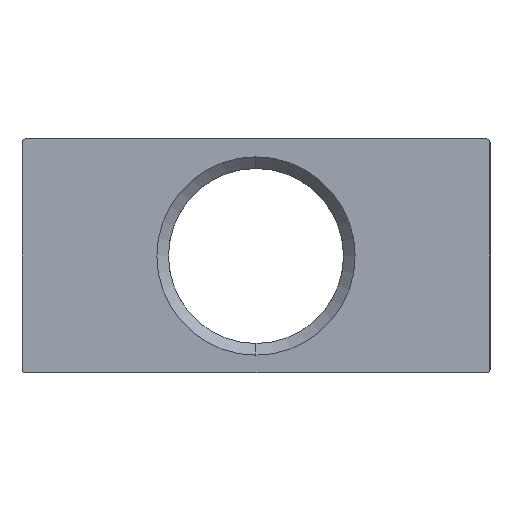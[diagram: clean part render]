
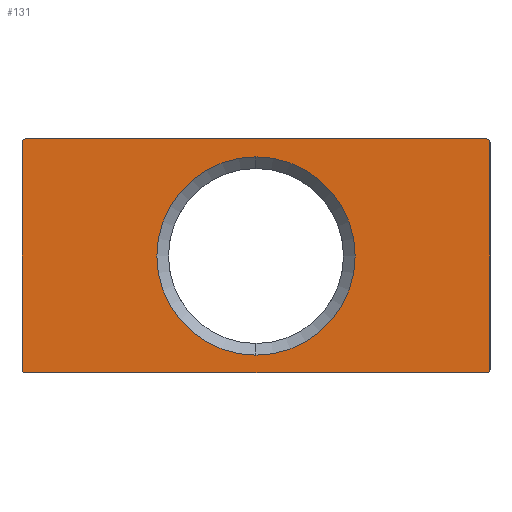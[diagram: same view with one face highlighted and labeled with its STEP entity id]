
A CAD part, left-side view. The second image highlights one B-rep face of the part: STEP entity #131.
In plain terms, the highlighted planar face has unit normal (-1, 0, 0).
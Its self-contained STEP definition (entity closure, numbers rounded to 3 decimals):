
#131=ADVANCED_FACE('',(#291,#292),#293,.T.);
#291=FACE_OUTER_BOUND('',#472,.T.);
#292=FACE_BOUND('',#473,.T.);
#293=PLANE('',#474);
#472=EDGE_LOOP('',(#819,#820,#821,#822,#823,#824,#825,#826));
#473=EDGE_LOOP('',(#827,#828));
#474=AXIS2_PLACEMENT_3D('',#829,#830,#831);
#819=ORIENTED_EDGE('',*,*,#1084,.T.);
#820=ORIENTED_EDGE('',*,*,#1171,.F.);
#821=ORIENTED_EDGE('',*,*,#1142,.T.);
#822=ORIENTED_EDGE('',*,*,#1230,.T.);
#823=ORIENTED_EDGE('',*,*,#1168,.T.);
#824=ORIENTED_EDGE('',*,*,#1153,.T.);
#825=ORIENTED_EDGE('',*,*,#1219,.T.);
#826=ORIENTED_EDGE('',*,*,#1114,.F.);
#827=ORIENTED_EDGE('',*,*,#1200,.T.);
#828=ORIENTED_EDGE('',*,*,#1231,.T.);
#829=CARTESIAN_POINT('',(0.0,40.0,-10.0));
#830=DIRECTION('',(-1.0,0.0,0.0));
#831=DIRECTION('',(0.0,0.0,1.0));
#1084=EDGE_CURVE('',#1298,#1299,#1300,.T.);
#1114=EDGE_CURVE('',#1298,#1350,#1351,.T.);
#1142=EDGE_CURVE('',#1397,#1395,#1398,.T.);
#1153=EDGE_CURVE('',#1412,#1414,#1416,.T.);
#1168=EDGE_CURVE('',#1441,#1412,#1442,.T.);
#1171=EDGE_CURVE('',#1397,#1299,#1445,.T.);
#1200=EDGE_CURVE('',#1489,#1494,#1496,.T.);
#1219=EDGE_CURVE('',#1414,#1350,#1521,.T.);
#1230=EDGE_CURVE('',#1395,#1441,#1536,.T.);
#1231=EDGE_CURVE('',#1494,#1489,#1537,.T.);
#1298=VERTEX_POINT('',#1637);
#1299=VERTEX_POINT('',#1638);
#1300=CIRCLE('',#1639,0.3);
#1350=VERTEX_POINT('',#1699);
#1351=LINE('',#1700,#1701);
#1395=VERTEX_POINT('',#1754);
#1397=VERTEX_POINT('',#1757);
#1398=CIRCLE('',#1758,0.3);
#1412=VERTEX_POINT('',#1796);
#1414=VERTEX_POINT('',#1799);
#1416=LINE('',#1802,#1803);
#1441=VERTEX_POINT('',#1830);
#1442=CIRCLE('',#1831,0.3);
#1445=LINE('',#1835,#1836);
#1489=VERTEX_POINT('',#1949);
#1494=VERTEX_POINT('',#1955);
#1496=CIRCLE('',#1958,8.475);
#1521=CIRCLE('',#2054,0.3);
#1536=LINE('',#2092,#2093);
#1537=CIRCLE('',#2094,8.475);
#1637=CARTESIAN_POINT('',(0.,39.7,10.0));
#1638=CARTESIAN_POINT('',(0.,40.0,9.7));
#1639=AXIS2_PLACEMENT_3D('',#2240,#2241,#2242);
#1699=CARTESIAN_POINT('',(0.0,0.3,10.0));
#1700=CARTESIAN_POINT('',(0.0,39.7,10.0));
#1701=VECTOR('',#2292,39.4);
#1754=CARTESIAN_POINT('',(0.0,39.7,-10.0));
#1757=CARTESIAN_POINT('',(0.0,40.0,-9.7));
#1758=AXIS2_PLACEMENT_3D('',#2342,#2343,#2344);
#1796=CARTESIAN_POINT('',(0.,0.0,-9.7));
#1799=CARTESIAN_POINT('',(0.0,0.0,9.7));
#1802=CARTESIAN_POINT('',(0.0,0.0,-9.7));
#1803=VECTOR('',#2356,19.4);
#1830=CARTESIAN_POINT('',(0.,0.3,-10.0));
#1831=AXIS2_PLACEMENT_3D('',#2389,#2390,#2391);
#1835=CARTESIAN_POINT('',(0.0,40.0,-9.7));
#1836=VECTOR('',#2393,19.4);
#1949=CARTESIAN_POINT('',(0.0,20.0,-8.475));
#1955=CARTESIAN_POINT('',(0.0,20.0,8.475));
#1958=AXIS2_PLACEMENT_3D('',#2445,#2446,#2447);
#2054=AXIS2_PLACEMENT_3D('',#2469,#2470,#2471);
#2092=CARTESIAN_POINT('',(0.0,39.7,-10.0));
#2093=VECTOR('',#2486,39.4);
#2094=AXIS2_PLACEMENT_3D('',#2487,#2488,#2489);
#2240=CARTESIAN_POINT('',(0.,39.7,9.7));
#2241=DIRECTION('',(-1.0,0.0,0.0));
#2242=DIRECTION('',(0.0,0.0,1.0));
#2292=DIRECTION('',(0.0,-1.0,0.0));
#2342=CARTESIAN_POINT('',(0.0,39.7,-9.7));
#2343=DIRECTION('',(-1.0,0.0,0.0));
#2344=DIRECTION('',(0.0,1.0,0.));
#2356=DIRECTION('',(0.0,0.0,1.0));
#2389=CARTESIAN_POINT('',(0.,0.3,-9.7));
#2390=DIRECTION('',(-1.0,0.0,0.0));
#2391=DIRECTION('',(0.0,0.0,-1.0));
#2393=DIRECTION('',(0.0,0.0,1.0));
#2445=CARTESIAN_POINT('',(0.0,20.0,0.0));
#2446=DIRECTION('',(1.0,0.0,0.0));
#2447=DIRECTION('',(0.0,0.0,-1.0));
#2469=CARTESIAN_POINT('',(0.0,0.3,9.7));
#2470=DIRECTION('',(-1.0,0.0,0.0));
#2471=DIRECTION('',(0.0,-1.0,0.0));
#2486=DIRECTION('',(0.0,-1.0,0.0));
#2487=CARTESIAN_POINT('',(0.0,20.0,0.0));
#2488=DIRECTION('',(1.0,0.0,0.0));
#2489=DIRECTION('',(0.0,0.0,-1.0));
